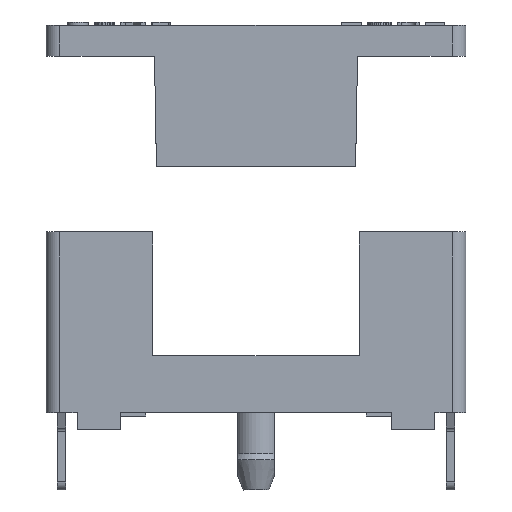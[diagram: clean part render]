
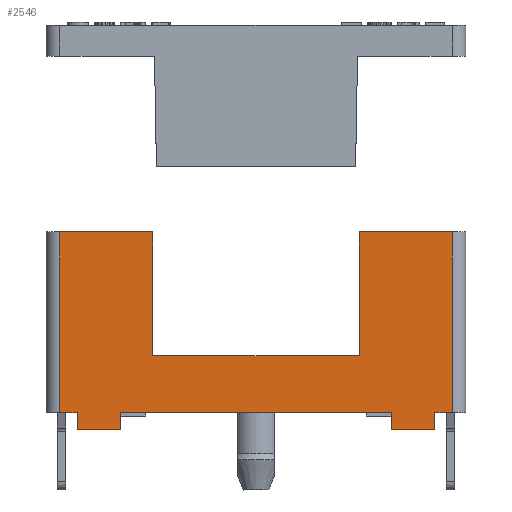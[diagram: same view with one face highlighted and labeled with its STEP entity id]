
A CAD part, front view. The second image highlights one B-rep face of the part: STEP entity #2546.
In plain terms, the highlighted planar face has unit normal (0, -1, 0).
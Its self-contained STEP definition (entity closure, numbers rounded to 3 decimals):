
#1823 = EDGE_CURVE( '', #5405, #5406, #5407, .T. );
#1951 = EDGE_CURVE( '', #5614, #5615, #5616, .T. );
#2078 = EDGE_CURVE( '', #5812, #5813, #5814, .T. );
#2426 = EDGE_CURVE( '', #6343, #5813, #6344, .T. );
#2539 = EDGE_CURVE( '', #6505, #6506, #6507, .T. );
#2546 = ADVANCED_FACE( '', ( #6518 ), #6519, .T. );
#2794 = EDGE_CURVE( '', #6862, #5614, #6863, .T. );
#2846 = EDGE_CURVE( '', #5615, #6343, #6933, .T. );
#3094 = EDGE_CURVE( '', #5595, #5405, #7266, .T. );
#3281 = EDGE_CURVE( '', #5812, #6076, #7505, .T. );
#3363 = EDGE_CURVE( '', #6712, #7613, #7614, .T. );
#3780 = EDGE_CURVE( '', #6505, #6862, #8132, .T. );
#4261 = EDGE_CURVE( '', #5595, #6076, #8688, .T. );
#4471 = EDGE_CURVE( '', #7114, #8715, #8932, .T. );
#4596 = EDGE_CURVE( '', #6712, #7114, #9066, .T. );
#4633 = EDGE_CURVE( '', #8715, #6506, #9106, .T. );
#4642 = EDGE_CURVE( '', #5406, #7613, #9116, .T. );
#5405 = VERTEX_POINT( '', #10145 );
#5406 = VERTEX_POINT( '', #10146 );
#5407 = LINE( '', #10147, #10148 );
#5595 = VERTEX_POINT( '', #10424 );
#5614 = VERTEX_POINT( '', #10451 );
#5615 = VERTEX_POINT( '', #10452 );
#5616 = LINE( '', #10453, #10454 );
#5812 = VERTEX_POINT( '', #10732 );
#5813 = VERTEX_POINT( '', #10733 );
#5814 = LINE( '', #10734, #10735 );
#6076 = VERTEX_POINT( '', #11166 );
#6343 = VERTEX_POINT( '', #11566 );
#6344 = LINE( '', #11567, #11568 );
#6505 = VERTEX_POINT( '', #11868 );
#6506 = VERTEX_POINT( '', #11869 );
#6507 = LINE( '', #11870, #11871 );
#6518 = FACE_OUTER_BOUND( '', #11887, .T. );
#6519 = PLANE( '', #11888 );
#6712 = VERTEX_POINT( '', #12371 );
#6862 = VERTEX_POINT( '', #12600 );
#6863 = LINE( '', #12601, #12602 );
#6933 = LINE( '', #12710, #12711 );
#7114 = VERTEX_POINT( '', #13003 );
#7266 = LINE( '', #13394, #13395 );
#7505 = LINE( '', #13810, #13811 );
#7613 = VERTEX_POINT( '', #13980 );
#7614 = LINE( '', #13981, #13982 );
#8132 = LINE( '', #14845, #14846 );
#8688 = LINE( '', #15775, #15776 );
#8715 = VERTEX_POINT( '', #15834 );
#8932 = LINE( '', #16183, #16184 );
#9066 = LINE( '', #16427, #16428 );
#9106 = LINE( '', #16497, #16498 );
#9116 = LINE( '', #16514, #16515 );
#10145 = CARTESIAN_POINT( '', ( 11.4, 0., 10. ) );
#10146 = CARTESIAN_POINT( '', ( 11.4, 0., -0.5 ) );
#10147 = CARTESIAN_POINT( '', ( 11.4, 0., 10. ) );
#10148 = VECTOR( '', #17330, 1000. );
#10424 = CARTESIAN_POINT( '', ( 6., 0., 10. ) );
#10451 = CARTESIAN_POINT( '', ( -10.4, 0., -0.5 ) );
#10452 = CARTESIAN_POINT( '', ( -11.4, 0., -0.5 ) );
#10453 = CARTESIAN_POINT( '', ( -10.4, 0., -0.5 ) );
#10454 = VECTOR( '', #17497, 1000. );
#10732 = CARTESIAN_POINT( '', ( -6., 0., 2.8 ) );
#10733 = CARTESIAN_POINT( '', ( -6., 0., 10. ) );
#10734 = CARTESIAN_POINT( '', ( -6., 0., 2.8 ) );
#10735 = VECTOR( '', #17696, 1000. );
#11166 = CARTESIAN_POINT( '', ( 6., 0., 2.8 ) );
#11566 = CARTESIAN_POINT( '', ( -11.4, 0., 10. ) );
#11567 = CARTESIAN_POINT( '', ( -11.4, 0., 10. ) );
#11568 = VECTOR( '', #18200, 1000. );
#11868 = CARTESIAN_POINT( '', ( -7.9, 0., -1.5 ) );
#11869 = CARTESIAN_POINT( '', ( -7.9, 0., -0.5 ) );
#11870 = CARTESIAN_POINT( '', ( -7.9, 0., -1.5 ) );
#11871 = VECTOR( '', #18403, 1000. );
#11887 = EDGE_LOOP( '', ( #18407, #18408, #18409, #18410, #18411, #18412, #18413, #18414, #18415, #18416, #18417, #18418, #18419, #18420, #18421, #18422 ) );
#11888 = AXIS2_PLACEMENT_3D( '', #18423, #18424, #18425 );
#12371 = CARTESIAN_POINT( '', ( 10.4, 0., -1.5 ) );
#12600 = CARTESIAN_POINT( '', ( -10.4, 0., -1.5 ) );
#12601 = CARTESIAN_POINT( '', ( -10.4, 0., -1.5 ) );
#12602 = VECTOR( '', #18755, 1000. );
#12710 = CARTESIAN_POINT( '', ( -11.4, 0., -0.5 ) );
#12711 = VECTOR( '', #18826, 1000. );
#13003 = CARTESIAN_POINT( '', ( 7.9, 0., -1.5 ) );
#13394 = CARTESIAN_POINT( '', ( 6., 0., 10. ) );
#13395 = VECTOR( '', #19212, 1000. );
#13810 = CARTESIAN_POINT( '', ( -6., 0., 2.8 ) );
#13811 = VECTOR( '', #19492, 1000. );
#13980 = CARTESIAN_POINT( '', ( 10.4, 0., -0.5 ) );
#13981 = CARTESIAN_POINT( '', ( 10.4, 0., -1.5 ) );
#13982 = VECTOR( '', #19599, 1000. );
#14845 = CARTESIAN_POINT( '', ( -7.9, 0., -1.5 ) );
#14846 = VECTOR( '', #20400, 1000. );
#15775 = CARTESIAN_POINT( '', ( 6., 0., 10. ) );
#15776 = VECTOR( '', #21038, 1000. );
#15834 = CARTESIAN_POINT( '', ( 7.9, 0., -0.5 ) );
#16183 = CARTESIAN_POINT( '', ( 7.9, 0., -1.5 ) );
#16184 = VECTOR( '', #21436, 1000. );
#16427 = CARTESIAN_POINT( '', ( 10.4, 0., -1.5 ) );
#16428 = VECTOR( '', #21549, 1000. );
#16497 = CARTESIAN_POINT( '', ( 7.9, 0., -0.5 ) );
#16498 = VECTOR( '', #21611, 1000. );
#16514 = CARTESIAN_POINT( '', ( 11.4, 0., -0.5 ) );
#16515 = VECTOR( '', #21622, 1000. );
#17330 = DIRECTION( '', ( 0., 0., -1. ) );
#17497 = DIRECTION( '', ( -1., 0., 0. ) );
#17696 = DIRECTION( '', ( 0., 0., 1. ) );
#18200 = DIRECTION( '', ( 1., 0., 0. ) );
#18403 = DIRECTION( '', ( 0., 0., 1. ) );
#18407 = ORIENTED_EDGE( '', *, *, #4633, .F. );
#18408 = ORIENTED_EDGE( '', *, *, #4471, .F. );
#18409 = ORIENTED_EDGE( '', *, *, #4596, .F. );
#18410 = ORIENTED_EDGE( '', *, *, #3363, .T. );
#18411 = ORIENTED_EDGE( '', *, *, #4642, .F. );
#18412 = ORIENTED_EDGE( '', *, *, #1823, .F. );
#18413 = ORIENTED_EDGE( '', *, *, #3094, .F. );
#18414 = ORIENTED_EDGE( '', *, *, #4261, .T. );
#18415 = ORIENTED_EDGE( '', *, *, #3281, .F. );
#18416 = ORIENTED_EDGE( '', *, *, #2078, .T. );
#18417 = ORIENTED_EDGE( '', *, *, #2426, .F. );
#18418 = ORIENTED_EDGE( '', *, *, #2846, .F. );
#18419 = ORIENTED_EDGE( '', *, *, #1951, .F. );
#18420 = ORIENTED_EDGE( '', *, *, #2794, .F. );
#18421 = ORIENTED_EDGE( '', *, *, #3780, .F. );
#18422 = ORIENTED_EDGE( '', *, *, #2539, .T. );
#18423 = CARTESIAN_POINT( '', ( 11.97, 0., 10.288 ) );
#18424 = DIRECTION( '', ( 0., -1., 0. ) );
#18425 = DIRECTION( '', ( -1., 0., 0. ) );
#18755 = DIRECTION( '', ( 0., 0., 1. ) );
#18826 = DIRECTION( '', ( 0., 0., 1. ) );
#19212 = DIRECTION( '', ( 1., 0., 0. ) );
#19492 = DIRECTION( '', ( 1., 0., 0. ) );
#19599 = DIRECTION( '', ( 0., 0., 1. ) );
#20400 = DIRECTION( '', ( -1., 0., 0. ) );
#21038 = DIRECTION( '', ( 0., 0., -1. ) );
#21436 = DIRECTION( '', ( 0., 0., 1. ) );
#21549 = DIRECTION( '', ( -1., 0., 0. ) );
#21611 = DIRECTION( '', ( -1., 0., 0. ) );
#21622 = DIRECTION( '', ( -1., 0., 0. ) );
